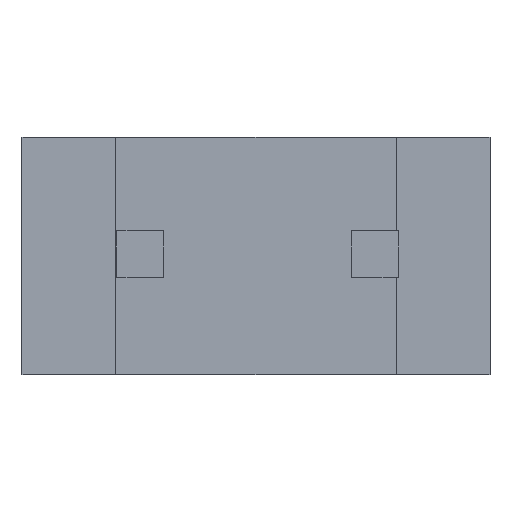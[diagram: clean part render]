
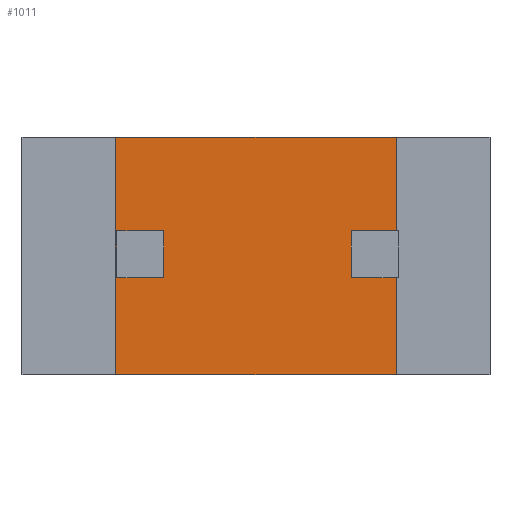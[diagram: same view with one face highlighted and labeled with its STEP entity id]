
A CAD part, front view. The second image highlights one B-rep face of the part: STEP entity #1011.
In plain terms, the highlighted planar face has unit normal (0, -1, 0).
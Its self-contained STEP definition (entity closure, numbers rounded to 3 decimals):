
#2 = VECTOR ( 'NONE', #390, 1000. ) ;
#4 = CARTESIAN_POINT ( 'NONE',  ( -1.5, 1., 1.04 ) ) ;
#7 = VECTOR ( 'NONE', #997, 1000. ) ;
#17 = LINE ( 'NONE', #443, #285 ) ;
#21 = CARTESIAN_POINT ( 'NONE',  ( 1.02, 1., 1.54 ) ) ;
#33 = ORIENTED_EDGE ( 'NONE', *, *, #875, .F. ) ;
#36 = VERTEX_POINT ( 'NONE', #686 ) ;
#48 = DIRECTION ( 'NONE',  ( 0., 0., -1. ) ) ;
#81 = ORIENTED_EDGE ( 'NONE', *, *, #992, .F. ) ;
#107 = VERTEX_POINT ( 'NONE', #461 ) ;
#116 = FACE_BOUND ( 'NONE', #429, .T. ) ;
#147 = EDGE_LOOP ( 'NONE', ( #336, #556, #598, #1342, #81, #33, #1204, #1399 ) ) ;
#165 = VERTEX_POINT ( 'NONE', #507 ) ;
#194 = VECTOR ( 'NONE', #1252, 1000. ) ;
#202 = LINE ( 'NONE', #1106, #7 ) ;
#213 = LINE ( 'NONE', #368, #736 ) ;
#216 = EDGE_CURVE ( 'NONE', #293, #1351, #801, .T. ) ;
#261 = ORIENTED_EDGE ( 'NONE', *, *, #467, .T. ) ;
#285 = VECTOR ( 'NONE', #551, 1000. ) ;
#289 = CARTESIAN_POINT ( 'NONE',  ( -1.5, 1., 2.54 ) ) ;
#293 = VERTEX_POINT ( 'NONE', #700 ) ;
#313 = EDGE_CURVE ( 'NONE', #1293, #1408, #973, .T. ) ;
#325 = ORIENTED_EDGE ( 'NONE', *, *, #623, .T. ) ;
#334 = CARTESIAN_POINT ( 'NONE',  ( -1.5, 1., 2.54 ) ) ;
#336 = ORIENTED_EDGE ( 'NONE', *, *, #1368, .F. ) ;
#355 = EDGE_CURVE ( 'NONE', #1032, #107, #555, .T. ) ;
#361 = DIRECTION ( 'NONE',  ( 0., 0., -1. ) ) ;
#368 = CARTESIAN_POINT ( 'NONE',  ( -1.487, 1., 2.54 ) ) ;
#370 = CARTESIAN_POINT ( 'NONE',  ( 1.5, 1., 0. ) ) ;
#374 = FACE_OUTER_BOUND ( 'NONE', #147, .T. ) ;
#375 = VECTOR ( 'NONE', #386, 1000. ) ;
#386 = DIRECTION ( 'NONE',  ( -1., 0., 0. ) ) ;
#390 = DIRECTION ( 'NONE',  ( 0., 0., 1. ) ) ;
#392 = DIRECTION ( 'NONE',  ( 0., 0., 1. ) ) ;
#429 = EDGE_LOOP ( 'NONE', ( #880, #325, #1094, #261 ) ) ;
#443 = CARTESIAN_POINT ( 'NONE',  ( 1.5, 1., 2.54 ) ) ;
#461 = CARTESIAN_POINT ( 'NONE',  ( -1.487, 1., 1.04 ) ) ;
#467 = EDGE_CURVE ( 'NONE', #1408, #1032, #1165, .T. ) ;
#493 = CARTESIAN_POINT ( 'NONE',  ( 1.02, 1., 1.04 ) ) ;
#495 = DIRECTION ( 'NONE',  ( 0., 0., -1. ) ) ;
#507 = CARTESIAN_POINT ( 'NONE',  ( 1.5, 1., 1.54 ) ) ;
#551 = DIRECTION ( 'NONE',  ( 0., 0., -1. ) ) ;
#555 = LINE ( 'NONE', #870, #375 ) ;
#556 = ORIENTED_EDGE ( 'NONE', *, *, #1074, .T. ) ;
#565 = DIRECTION ( 'NONE',  ( -1., 0., 0. ) ) ;
#586 = EDGE_CURVE ( 'NONE', #937, #794, #1137, .T. ) ;
#589 = PLANE ( 'NONE',  #1143 ) ;
#598 = ORIENTED_EDGE ( 'NONE', *, *, #586, .T. ) ;
#608 = CARTESIAN_POINT ( 'NONE',  ( 1.5, 1., 1.04 ) ) ;
#618 = VECTOR ( 'NONE', #1253, 1000. ) ;
#623 = EDGE_CURVE ( 'NONE', #107, #1293, #213, .T. ) ;
#638 = VERTEX_POINT ( 'NONE', #608 ) ;
#653 = CARTESIAN_POINT ( 'NONE',  ( -1.5, 1., 1.54 ) ) ;
#686 = CARTESIAN_POINT ( 'NONE',  ( 1.5, 1., 2.54 ) ) ;
#697 = DIRECTION ( 'NONE',  ( 0., 0., 1. ) ) ;
#700 = CARTESIAN_POINT ( 'NONE',  ( -1.5, 1., 2.54 ) ) ;
#714 = CARTESIAN_POINT ( 'NONE',  ( -0.987, 1., 1.04 ) ) ;
#736 = VECTOR ( 'NONE', #697, 1000. ) ;
#794 = VERTEX_POINT ( 'NONE', #21 ) ;
#800 = CARTESIAN_POINT ( 'NONE',  ( 1.02, 1., 2.54 ) ) ;
#801 = LINE ( 'NONE', #334, #1012 ) ;
#814 = CARTESIAN_POINT ( 'NONE',  ( -1.487, 1., 1.54 ) ) ;
#853 = VECTOR ( 'NONE', #994, 1000. ) ;
#860 = LINE ( 'NONE', #4, #1118 ) ;
#870 = CARTESIAN_POINT ( 'NONE',  ( -1.5, 1., 1.04 ) ) ;
#875 = EDGE_CURVE ( 'NONE', #293, #36, #202, .T. ) ;
#880 = ORIENTED_EDGE ( 'NONE', *, *, #355, .T. ) ;
#904 = EDGE_CURVE ( 'NONE', #1351, #970, #982, .T. ) ;
#911 = CARTESIAN_POINT ( 'NONE',  ( 1.5, 1., 2.54 ) ) ;
#937 = VERTEX_POINT ( 'NONE', #493 ) ;
#970 = VERTEX_POINT ( 'NONE', #370 ) ;
#973 = LINE ( 'NONE', #1392, #194 ) ;
#982 = LINE ( 'NONE', #1362, #618 ) ;
#992 = EDGE_CURVE ( 'NONE', #36, #165, #1230, .T. ) ;
#994 = DIRECTION ( 'NONE',  ( 1., 0., 0. ) ) ;
#997 = DIRECTION ( 'NONE',  ( 1., 0., 0. ) ) ;
#1011 = ADVANCED_FACE ( 'NONE', ( #116, #374 ), #589, .F. ) ;
#1012 = VECTOR ( 'NONE', #495, 1000. ) ;
#1032 = VERTEX_POINT ( 'NONE', #714 ) ;
#1051 = DIRECTION ( 'NONE',  ( 0., 1., 0. ) ) ;
#1074 = EDGE_CURVE ( 'NONE', #638, #937, #860, .T. ) ;
#1083 = CARTESIAN_POINT ( 'NONE',  ( -0.987, 1., 2.54 ) ) ;
#1094 = ORIENTED_EDGE ( 'NONE', *, *, #313, .T. ) ;
#1106 = CARTESIAN_POINT ( 'NONE',  ( -1.5, 1., 2.54 ) ) ;
#1118 = VECTOR ( 'NONE', #565, 1000. ) ;
#1137 = LINE ( 'NONE', #800, #2 ) ;
#1143 = AXIS2_PLACEMENT_3D ( 'NONE', #289, #1051, #392 ) ;
#1165 = LINE ( 'NONE', #1083, #1415 ) ;
#1204 = ORIENTED_EDGE ( 'NONE', *, *, #216, .T. ) ;
#1211 = CARTESIAN_POINT ( 'NONE',  ( -1.5, 1., 0. ) ) ;
#1230 = LINE ( 'NONE', #911, #1418 ) ;
#1252 = DIRECTION ( 'NONE',  ( 1., 0., 0. ) ) ;
#1253 = DIRECTION ( 'NONE',  ( 1., 0., 0. ) ) ;
#1293 = VERTEX_POINT ( 'NONE', #814 ) ;
#1319 = CARTESIAN_POINT ( 'NONE',  ( -0.987, 1., 1.54 ) ) ;
#1342 = ORIENTED_EDGE ( 'NONE', *, *, #1398, .T. ) ;
#1351 = VERTEX_POINT ( 'NONE', #1211 ) ;
#1362 = CARTESIAN_POINT ( 'NONE',  ( -1.5, 1., 0. ) ) ;
#1368 = EDGE_CURVE ( 'NONE', #638, #970, #17, .T. ) ;
#1392 = CARTESIAN_POINT ( 'NONE',  ( -1.5, 1., 1.54 ) ) ;
#1398 = EDGE_CURVE ( 'NONE', #794, #165, #1405, .T. ) ;
#1399 = ORIENTED_EDGE ( 'NONE', *, *, #904, .T. ) ;
#1405 = LINE ( 'NONE', #653, #853 ) ;
#1408 = VERTEX_POINT ( 'NONE', #1319 ) ;
#1415 = VECTOR ( 'NONE', #361, 1000. ) ;
#1418 = VECTOR ( 'NONE', #48, 1000. ) ;
